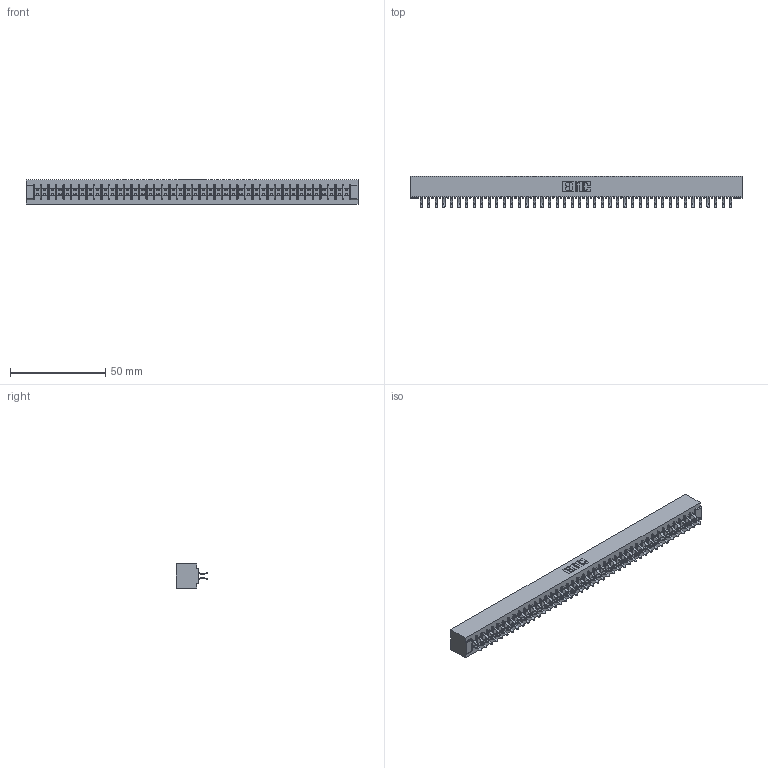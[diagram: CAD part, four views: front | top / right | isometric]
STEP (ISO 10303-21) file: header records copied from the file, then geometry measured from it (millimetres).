
FILE_DESCRIPTION (( 'STEP AP203' ), '1' );
FILE_NAME ('305-084-556-501.STEP', '2019-09-10T12:32:53', ( '' ), ( '' ), 'SwSTEP 2.0', 'SolidWorks 2016', '' );
FILE_SCHEMA (( 'CONFIG_CONTROL_DESIGN' ));
Length unit declared in the file: inch
Products named in the file (3): 305-290-001_556; 305-084-556-501; 305 Part_No Mounting
Assembly tree (85 placements, depth 2):
  305-084-556-501
    305 Part_No Mounting
    305-290-001_556  x84
Bounding box: 174.29 x 16.64 x 12.7 mm (x, y, z)
Volume: 18075.1 mm3; surface area: 24357.9 mm2
Topology: 85 solids, 85 shells, 4812 faces, 13858 edges, 9012 vertices
Faces by surface type: plane 2668, cylinder 1976, sphere 168
Entity records: 45419 total; most frequent: CARTESIAN_POINT 7516, ORIENTED_EDGE 7460, DIRECTION 7272, EDGE_CURVE 3730, VECTOR 3016, LINE 3016, VERTEX_POINT 2372, AXIS2_PLACEMENT_3D 2128
